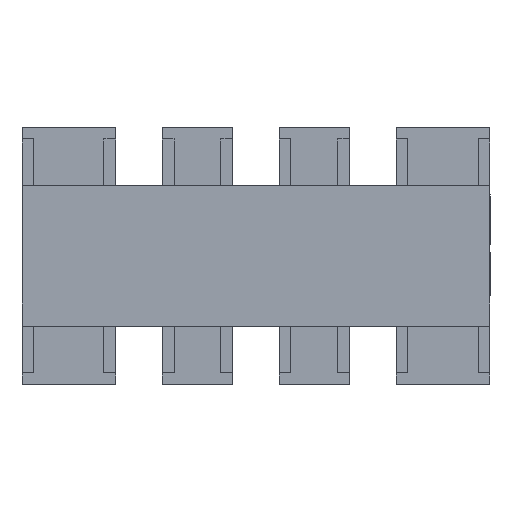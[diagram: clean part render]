
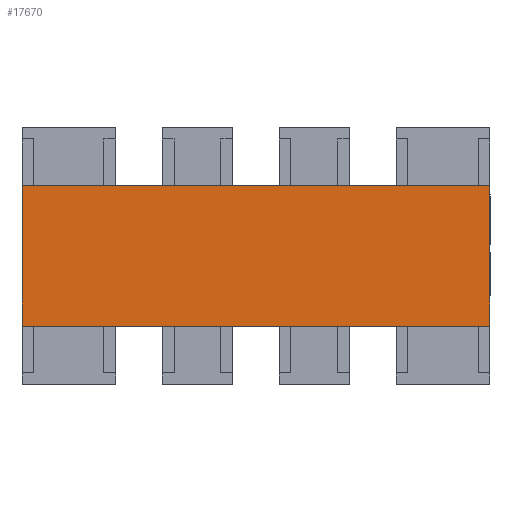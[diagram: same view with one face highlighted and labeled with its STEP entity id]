
A CAD part, top view. The second image highlights one B-rep face of the part: STEP entity #17670.
In plain terms, the highlighted planar face has unit normal (0, 0, 1).
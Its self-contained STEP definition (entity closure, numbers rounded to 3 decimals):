
#398 = ORIENTED_EDGE ( 'NONE', *, *, #15219, .T. ) ;
#870 = CARTESIAN_POINT ( 'NONE',  ( -1., -0.3, 0.45 ) ) ;
#1313 = DIRECTION ( 'NONE',  ( 0., -1., 0. ) ) ;
#1526 = CARTESIAN_POINT ( 'NONE',  ( 1., 0.3, 0.45 ) ) ;
#1892 = PLANE ( 'NONE',  #10647 ) ;
#1989 = VECTOR ( 'NONE', #3705, 1000. ) ;
#2403 = CARTESIAN_POINT ( 'NONE',  ( -1., -0.3, 0.45 ) ) ;
#3705 = DIRECTION ( 'NONE',  ( -1., 0., 0. ) ) ;
#3784 = EDGE_LOOP ( 'NONE', ( #398, #12065, #12137, #7508 ) ) ;
#4271 = DIRECTION ( 'NONE',  ( 1., 0., 0. ) ) ;
#4994 = VERTEX_POINT ( 'NONE', #5608 ) ;
#5608 = CARTESIAN_POINT ( 'NONE',  ( 1., -0.3, 0.45 ) ) ;
#5780 = CARTESIAN_POINT ( 'NONE',  ( 1., -0.3, 0.45 ) ) ;
#7100 = EDGE_CURVE ( 'NONE', #4994, #13666, #17070, .T. ) ;
#7508 = ORIENTED_EDGE ( 'NONE', *, *, #16521, .T. ) ;
#7636 = VERTEX_POINT ( 'NONE', #870 ) ;
#7722 = CARTESIAN_POINT ( 'NONE',  ( 1., 0.3, 0.45 ) ) ;
#7961 = CARTESIAN_POINT ( 'NONE',  ( 0., 0., 0.45 ) ) ;
#8285 = VERTEX_POINT ( 'NONE', #13578 ) ;
#8540 = VECTOR ( 'NONE', #4271, 1000. ) ;
#9310 = DIRECTION ( 'NONE',  ( 1., 0., 0. ) ) ;
#10216 = CARTESIAN_POINT ( 'NONE',  ( 1., -0.3, 0.45 ) ) ;
#10307 = DIRECTION ( 'NONE',  ( 0., 1., 0. ) ) ;
#10596 = LINE ( 'NONE', #7722, #1989 ) ;
#10647 = AXIS2_PLACEMENT_3D ( 'NONE', #7961, #17590, #9310 ) ;
#12065 = ORIENTED_EDGE ( 'NONE', *, *, #16346, .T. ) ;
#12137 = ORIENTED_EDGE ( 'NONE', *, *, #7100, .T. ) ;
#13578 = CARTESIAN_POINT ( 'NONE',  ( -1., 0.3, 0.45 ) ) ;
#13666 = VERTEX_POINT ( 'NONE', #1526 ) ;
#14426 = VECTOR ( 'NONE', #1313, 1000. ) ;
#15204 = FACE_OUTER_BOUND ( 'NONE', #3784, .T. ) ;
#15219 = EDGE_CURVE ( 'NONE', #8285, #7636, #16210, .T. ) ;
#16210 = LINE ( 'NONE', #2403, #14426 ) ;
#16346 = EDGE_CURVE ( 'NONE', #7636, #4994, #16541, .T. ) ;
#16521 = EDGE_CURVE ( 'NONE', #13666, #8285, #10596, .T. ) ;
#16541 = LINE ( 'NONE', #5780, #8540 ) ;
#16544 = VECTOR ( 'NONE', #10307, 1000. ) ;
#17070 = LINE ( 'NONE', #10216, #16544 ) ;
#17590 = DIRECTION ( 'NONE',  ( 0., 0., 1. ) ) ;
#17670 = ADVANCED_FACE ( 'NONE', ( #15204 ), #1892, .T. ) ;
